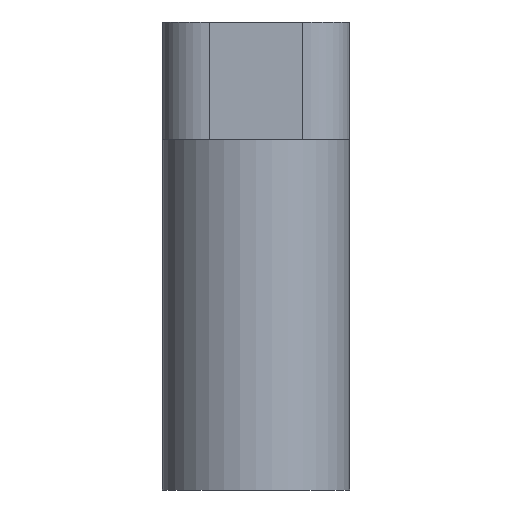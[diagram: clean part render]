
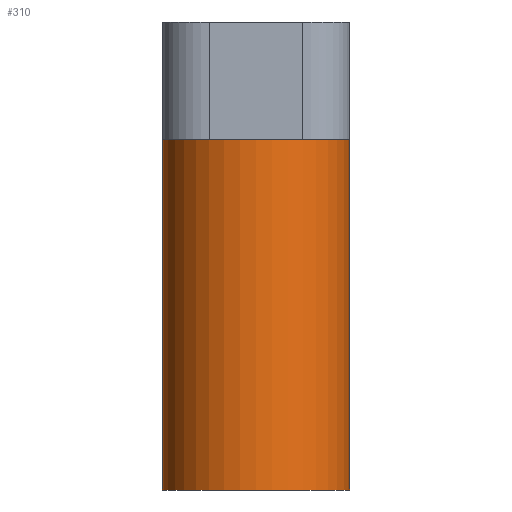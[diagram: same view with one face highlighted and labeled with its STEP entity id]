
A CAD part, front view. The second image highlights one B-rep face of the part: STEP entity #310.
In plain terms, the highlighted cylindrical face has radius 4 mm (diameter 8 mm), a partial arc.
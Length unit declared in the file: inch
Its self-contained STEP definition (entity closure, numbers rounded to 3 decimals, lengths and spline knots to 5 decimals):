
#17 = CARTESIAN_POINT ( 'NONE',  ( 0., 0., 0. ) ) ;
#37 = FACE_OUTER_BOUND ( 'NONE', #408, .T. ) ;
#80 = VECTOR ( 'NONE', #739, 39.37008 ) ;
#96 = ORIENTED_EDGE ( 'NONE', *, *, #696, .T. ) ;
#114 = VECTOR ( 'NONE', #273, 39.37008 ) ;
#143 = EDGE_CURVE ( 'NONE', #652, #156, #330, .T. ) ;
#155 = DIRECTION ( 'NONE',  ( 1., 0., 0. ) ) ;
#156 = VERTEX_POINT ( 'NONE', #298 ) ;
#182 = EDGE_CURVE ( 'NONE', #335, #203, #419, .T. ) ;
#203 = VERTEX_POINT ( 'NONE', #494 ) ;
#212 = ORIENTED_EDGE ( 'NONE', *, *, #143, .F. ) ;
#221 = DIRECTION ( 'NONE',  ( 0., 0., 1. ) ) ;
#241 = CYLINDRICAL_SURFACE ( 'NONE', #841, 0.15748 ) ;
#271 = ORIENTED_EDGE ( 'NONE', *, *, #639, .F. ) ;
#273 = DIRECTION ( 'NONE',  ( 0., 0., -1. ) ) ;
#298 = CARTESIAN_POINT ( 'NONE',  ( 0.15748, 0., 0.59055 ) ) ;
#310 = ADVANCED_FACE ( 'NONE', ( #37 ), #241, .T. ) ;
#330 = CIRCLE ( 'NONE', #444, 0.15748 ) ;
#335 = VERTEX_POINT ( 'NONE', #532 ) ;
#408 = EDGE_LOOP ( 'NONE', ( #271, #212, #96, #474 ) ) ;
#419 = CIRCLE ( 'NONE', #533, 0.15748 ) ;
#444 = AXIS2_PLACEMENT_3D ( 'NONE', #851, #221, #777 ) ;
#474 = ORIENTED_EDGE ( 'NONE', *, *, #182, .T. ) ;
#494 = CARTESIAN_POINT ( 'NONE',  ( 0.15748, 0., 0. ) ) ;
#519 = CARTESIAN_POINT ( 'NONE',  ( 0., 0., 0.59055 ) ) ;
#532 = CARTESIAN_POINT ( 'NONE',  ( -0.15748, 0., 0. ) ) ;
#533 = AXIS2_PLACEMENT_3D ( 'NONE', #17, #714, #155 ) ;
#578 = CARTESIAN_POINT ( 'NONE',  ( 0.15748, 0., 0.59055 ) ) ;
#592 = DIRECTION ( 'NONE',  ( 0., 0., -1. ) ) ;
#639 = EDGE_CURVE ( 'NONE', #156, #203, #814, .T. ) ;
#652 = VERTEX_POINT ( 'NONE', #745 ) ;
#659 = LINE ( 'NONE', #806, #114 ) ;
#696 = EDGE_CURVE ( 'NONE', #652, #335, #659, .T. ) ;
#714 = DIRECTION ( 'NONE',  ( 0., 0., 1. ) ) ;
#739 = DIRECTION ( 'NONE',  ( 0., 0., -1. ) ) ;
#745 = CARTESIAN_POINT ( 'NONE',  ( -0.15748, 0., 0.59055 ) ) ;
#777 = DIRECTION ( 'NONE',  ( 1., 0., 0. ) ) ;
#806 = CARTESIAN_POINT ( 'NONE',  ( -0.15748, 0., 0.59055 ) ) ;
#807 = DIRECTION ( 'NONE',  ( -1., 0., 0. ) ) ;
#814 = LINE ( 'NONE', #578, #80 ) ;
#841 = AXIS2_PLACEMENT_3D ( 'NONE', #519, #592, #807 ) ;
#851 = CARTESIAN_POINT ( 'NONE',  ( 0., 0., 0.59055 ) ) ;
